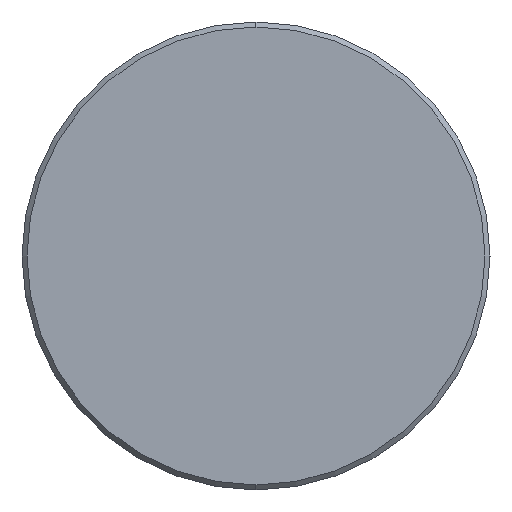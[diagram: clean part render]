
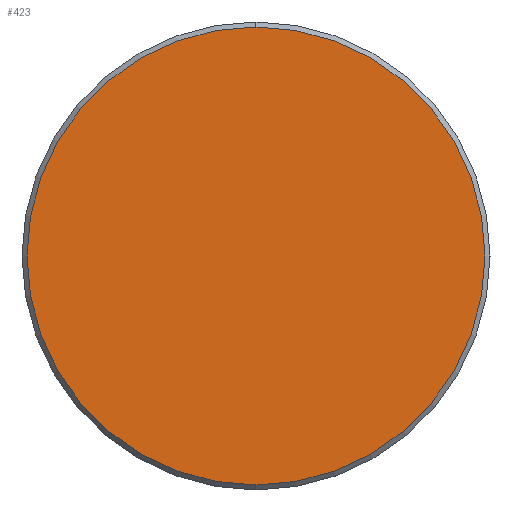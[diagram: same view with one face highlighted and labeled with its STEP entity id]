
A CAD part, left-side view. The second image highlights one B-rep face of the part: STEP entity #423.
In plain terms, the highlighted planar face has unit normal (-1, 0, 0).
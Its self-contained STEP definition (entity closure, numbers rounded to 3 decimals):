
#7 = DIRECTION ( 'NONE',  ( 0., 0., 1. ) ) ;
#49 = AXIS2_PLACEMENT_3D ( 'NONE', #109, #51, #113 ) ;
#51 = DIRECTION ( 'NONE',  ( -1., 0., 0. ) ) ;
#71 = EDGE_CURVE ( 'NONE', #507, #478, #103, .T. ) ;
#98 = DIRECTION ( 'NONE',  ( 1., 0., 0. ) ) ;
#103 = CIRCLE ( 'NONE', #49, 13.7 ) ;
#109 = CARTESIAN_POINT ( 'NONE',  ( 0., 0., 0. ) ) ;
#113 = DIRECTION ( 'NONE',  ( 0., 0., 1. ) ) ;
#211 = EDGE_CURVE ( 'NONE', #478, #507, #349, .T. ) ;
#263 = CARTESIAN_POINT ( 'NONE',  ( 0., 0., 0. ) ) ;
#314 = PLANE ( 'NONE',  #548 ) ;
#330 = CARTESIAN_POINT ( 'NONE',  ( 0., 0., 13.7 ) ) ;
#346 = ORIENTED_EDGE ( 'NONE', *, *, #71, .T. ) ;
#349 = CIRCLE ( 'NONE', #599, 13.7 ) ;
#423 = ADVANCED_FACE ( 'NONE', ( #464 ), #314, .F. ) ;
#464 = FACE_OUTER_BOUND ( 'NONE', #571, .T. ) ;
#474 = DIRECTION ( 'NONE',  ( 0., 0., -1. ) ) ;
#478 = VERTEX_POINT ( 'NONE', #330 ) ;
#507 = VERTEX_POINT ( 'NONE', #609 ) ;
#532 = ORIENTED_EDGE ( 'NONE', *, *, #211, .T. ) ;
#548 = AXIS2_PLACEMENT_3D ( 'NONE', #263, #98, #474 ) ;
#556 = CARTESIAN_POINT ( 'NONE',  ( 0., 0., 0. ) ) ;
#571 = EDGE_LOOP ( 'NONE', ( #346, #532 ) ) ;
#599 = AXIS2_PLACEMENT_3D ( 'NONE', #556, #600, #7 ) ;
#600 = DIRECTION ( 'NONE',  ( -1., 0., 0. ) ) ;
#609 = CARTESIAN_POINT ( 'NONE',  ( 0., 0., -13.7 ) ) ;
